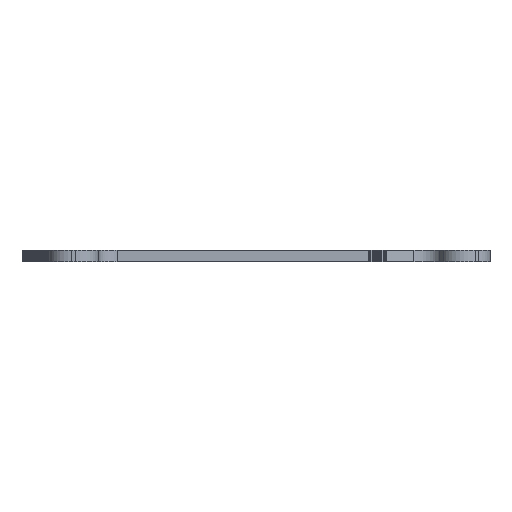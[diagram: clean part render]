
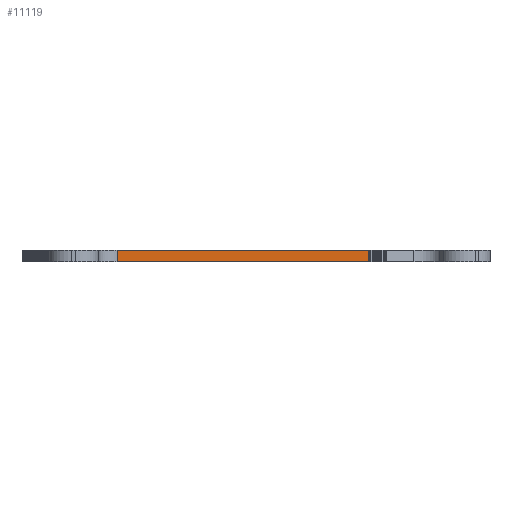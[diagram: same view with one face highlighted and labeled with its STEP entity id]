
A CAD part, left-side view. The second image highlights one B-rep face of the part: STEP entity #11119.
In plain terms, the highlighted face is a extrusion surface.
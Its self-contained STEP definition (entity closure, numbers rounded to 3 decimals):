
#55 = PLANE('',#56);
#56 = AXIS2_PLACEMENT_3D('',#57,#58,#59);
#57 = CARTESIAN_POINT('',(55.171,-53.473,0.));
#58 = DIRECTION('',(-0.,-0.,-1.));
#59 = DIRECTION('',(-1.,0.,0.));
#108 = PLANE('',#109);
#109 = AXIS2_PLACEMENT_3D('',#110,#111,#112);
#110 = CARTESIAN_POINT('',(55.171,-53.473,3.));
#111 = DIRECTION('',(-0.,0.,1.));
#112 = DIRECTION('',(0.,1.,-0.));
#10551 = ( BOUNDED_SURFACE() B_SPLINE_SURFACE(2,2,(
    (#10552,#10553,#10554,#10555,#10556)
    ,(#10557,#10558,#10559,#10560,#10561)
    ,(#10562,#10563,#10564,#10565,#10566
)),.UNSPECIFIED.,.F.,.F.,.F.) B_SPLINE_SURFACE_WITH_KNOTS((3,3),(3,1,1,3
    ),(0.,3.),(-0.184,0.,3.,3.184),.UNSPECIFIED.) 
GEOMETRIC_REPRESENTATION_ITEM() RATIONAL_B_SPLINE_SURFACE((
    (1.,1.,1.,1.,1.)
    ,(0.707,0.707,0.707,0.707
      ,0.707)
,(1.,1.,1.,1.,1.))) REPRESENTATION_ITEM('') SURFACE() );
#10552 = CARTESIAN_POINT('',(-4.901,-20.099,3.184));
#10553 = CARTESIAN_POINT('',(-4.901,-20.099,3.092));
#10554 = CARTESIAN_POINT('',(-4.901,-20.099,1.5));
#10555 = CARTESIAN_POINT('',(-4.901,-20.099,-0.092));
#10556 = CARTESIAN_POINT('',(-4.901,-20.099,-0.184));
#10557 = CARTESIAN_POINT('',(0.099,-20.099,3.184));
#10558 = CARTESIAN_POINT('',(0.099,-20.099,3.092));
#10559 = CARTESIAN_POINT('',(0.099,-20.099,1.5));
#10560 = CARTESIAN_POINT('',(0.099,-20.099,-0.092));
#10561 = CARTESIAN_POINT('',(0.099,-20.099,-0.184));
#10562 = CARTESIAN_POINT('',(0.099,-25.099,3.184));
#10563 = CARTESIAN_POINT('',(0.099,-25.099,3.092));
#10564 = CARTESIAN_POINT('',(0.099,-25.099,1.5));
#10565 = CARTESIAN_POINT('',(0.099,-25.099,-0.092));
#10566 = CARTESIAN_POINT('',(0.099,-25.099,-0.184));
#10860 = VERTEX_POINT('',#10861);
#10861 = CARTESIAN_POINT('',(0.099,-25.099,3.));
#10975 = EDGE_CURVE('',#10860,#10976,#10978,.T.);
#10976 = VERTEX_POINT('',#10977);
#10977 = CARTESIAN_POINT('',(0.099,-25.099,0.));
#10978 = SURFACE_CURVE('',#10979,(#10985,#10992),.PCURVE_S1.);
#10979 = B_SPLINE_CURVE_WITH_KNOTS('',2,(#10980,#10981,#10982,#10983,
    #10984),.UNSPECIFIED.,.F.,.F.,(3,1,1,3),(-0.184,0.,3.,3.184)
  ,.UNSPECIFIED.);
#10980 = CARTESIAN_POINT('',(0.099,-25.099,3.184));
#10981 = CARTESIAN_POINT('',(0.099,-25.099,3.092));
#10982 = CARTESIAN_POINT('',(0.099,-25.099,1.5));
#10983 = CARTESIAN_POINT('',(0.099,-25.099,-0.092));
#10984 = CARTESIAN_POINT('',(0.099,-25.099,-0.184));
#10985 = PCURVE('',#10551,#10986);
#10986 = DEFINITIONAL_REPRESENTATION('',(#10987),#10991);
#10987 = LINE('',#10988,#10989);
#10988 = CARTESIAN_POINT('',(3.,0.));
#10989 = VECTOR('',#10990,1.);
#10990 = DIRECTION('',(0.,1.));
#10991 = ( GEOMETRIC_REPRESENTATION_CONTEXT(2) 
PARAMETRIC_REPRESENTATION_CONTEXT() REPRESENTATION_CONTEXT('2D SPACE',''
  ) );
#10992 = PCURVE('',#10993,#10999);
#10993 = SURFACE_OF_LINEAR_EXTRUSION('',#10994,#10997);
#10994 = B_SPLINE_CURVE_WITH_KNOTS('',1,(#10995,#10996),.UNSPECIFIED.,
  .F.,.F.,(2,2),(0.,32155.),.PIECEWISE_BEZIER_KNOTS.);
#10995 = CARTESIAN_POINT('',(0.099,-90.772,0.));
#10996 = CARTESIAN_POINT('',(0.099,-9.098,0.));
#10997 = VECTOR('',#10998,1.);
#10998 = DIRECTION('',(-0.,-0.,-1.));
#10999 = DEFINITIONAL_REPRESENTATION('',(#11000),#11003);
#11000 = B_SPLINE_CURVE_WITH_KNOTS('',1,(#11001,#11002),.UNSPECIFIED.,
  .F.,.F.,(2,2),(0.,3.),.PIECEWISE_BEZIER_KNOTS.);
#11001 = CARTESIAN_POINT('',(25855.386,-3.));
#11002 = CARTESIAN_POINT('',(25855.386,0.));
#11003 = ( GEOMETRIC_REPRESENTATION_CONTEXT(2) 
PARAMETRIC_REPRESENTATION_CONTEXT() REPRESENTATION_CONTEXT('2D SPACE',''
  ) );
#11119 = ADVANCED_FACE('',(#11120),#10993,.T.);
#11120 = FACE_BOUND('',#11121,.T.);
#11121 = EDGE_LOOP('',(#11122,#11143,#11172,#11191));
#11122 = ORIENTED_EDGE('',*,*,#11123,.F.);
#11123 = EDGE_CURVE('',#11124,#10976,#11126,.T.);
#11124 = VERTEX_POINT('',#11125);
#11125 = CARTESIAN_POINT('',(0.099,-90.772,0.));
#11126 = SURFACE_CURVE('',#11127,(#11130,#11137),.PCURVE_S1.);
#11127 = B_SPLINE_CURVE_WITH_KNOTS('',1,(#11128,#11129),.UNSPECIFIED.,
  .F.,.F.,(2,2),(0.,32155.),.PIECEWISE_BEZIER_KNOTS.);
#11128 = CARTESIAN_POINT('',(0.099,-90.772,0.));
#11129 = CARTESIAN_POINT('',(0.099,-9.098,0.));
#11130 = PCURVE('',#10993,#11131);
#11131 = DEFINITIONAL_REPRESENTATION('',(#11132),#11136);
#11132 = LINE('',#11133,#11134);
#11133 = CARTESIAN_POINT('',(0.,0.));
#11134 = VECTOR('',#11135,1.);
#11135 = DIRECTION('',(1.,0.));
#11136 = ( GEOMETRIC_REPRESENTATION_CONTEXT(2) 
PARAMETRIC_REPRESENTATION_CONTEXT() REPRESENTATION_CONTEXT('2D SPACE',''
  ) );
#11137 = PCURVE('',#55,#11138);
#11138 = DEFINITIONAL_REPRESENTATION('',(#11139),#11142);
#11139 = B_SPLINE_CURVE_WITH_KNOTS('',1,(#11140,#11141),.UNSPECIFIED.,
  .F.,.F.,(2,2),(0.,32155.),.PIECEWISE_BEZIER_KNOTS.);
#11140 = CARTESIAN_POINT('',(55.071,-37.299));
#11141 = CARTESIAN_POINT('',(55.071,44.375));
#11142 = ( GEOMETRIC_REPRESENTATION_CONTEXT(2) 
PARAMETRIC_REPRESENTATION_CONTEXT() REPRESENTATION_CONTEXT('2D SPACE',''
  ) );
#11143 = ORIENTED_EDGE('',*,*,#11144,.T.);
#11144 = EDGE_CURVE('',#11124,#11145,#11147,.T.);
#11145 = VERTEX_POINT('',#11146);
#11146 = CARTESIAN_POINT('',(0.099,-90.772,3.));
#11147 = SURFACE_CURVE('',#11148,(#11152,#11159),.PCURVE_S1.);
#11148 = LINE('',#11149,#11150);
#11149 = CARTESIAN_POINT('',(0.099,-90.772,0.));
#11150 = VECTOR('',#11151,1.);
#11151 = DIRECTION('',(0.,0.,1.));
#11152 = PCURVE('',#10993,#11153);
#11153 = DEFINITIONAL_REPRESENTATION('',(#11154),#11158);
#11154 = LINE('',#11155,#11156);
#11155 = CARTESIAN_POINT('',(0.,0.));
#11156 = VECTOR('',#11157,1.);
#11157 = DIRECTION('',(0.,-1.));
#11158 = ( GEOMETRIC_REPRESENTATION_CONTEXT(2) 
PARAMETRIC_REPRESENTATION_CONTEXT() REPRESENTATION_CONTEXT('2D SPACE',''
  ) );
#11159 = PCURVE('',#11160,#11166);
#11160 = SURFACE_OF_LINEAR_EXTRUSION('',#11161,#11164);
#11161 = B_SPLINE_CURVE_WITH_KNOTS('',1,(#11162,#11163),.UNSPECIFIED.,
  .F.,.F.,(2,2),(0.,117.017),.PIECEWISE_BEZIER_KNOTS.);
#11162 = CARTESIAN_POINT('',(0.104,-91.069,0.));
#11163 = CARTESIAN_POINT('',(0.099,-90.772,0.));
#11164 = VECTOR('',#11165,1.);
#11165 = DIRECTION('',(-0.,-0.,-1.));
#11166 = DEFINITIONAL_REPRESENTATION('',(#11167),#11171);
#11167 = LINE('',#11168,#11169);
#11168 = CARTESIAN_POINT('',(117.017,0.));
#11169 = VECTOR('',#11170,1.);
#11170 = DIRECTION('',(0.,-1.));
#11171 = ( GEOMETRIC_REPRESENTATION_CONTEXT(2) 
PARAMETRIC_REPRESENTATION_CONTEXT() REPRESENTATION_CONTEXT('2D SPACE',''
  ) );
#11172 = ORIENTED_EDGE('',*,*,#11173,.T.);
#11173 = EDGE_CURVE('',#11145,#10860,#11174,.T.);
#11174 = SURFACE_CURVE('',#11175,(#11178,#11185),.PCURVE_S1.);
#11175 = B_SPLINE_CURVE_WITH_KNOTS('',1,(#11176,#11177),.UNSPECIFIED.,
  .F.,.F.,(2,2),(0.,32155.),.PIECEWISE_BEZIER_KNOTS.);
#11176 = CARTESIAN_POINT('',(0.099,-90.772,3.));
#11177 = CARTESIAN_POINT('',(0.099,-9.098,3.));
#11178 = PCURVE('',#10993,#11179);
#11179 = DEFINITIONAL_REPRESENTATION('',(#11180),#11184);
#11180 = LINE('',#11181,#11182);
#11181 = CARTESIAN_POINT('',(0.,-3.));
#11182 = VECTOR('',#11183,1.);
#11183 = DIRECTION('',(1.,0.));
#11184 = ( GEOMETRIC_REPRESENTATION_CONTEXT(2) 
PARAMETRIC_REPRESENTATION_CONTEXT() REPRESENTATION_CONTEXT('2D SPACE',''
  ) );
#11185 = PCURVE('',#108,#11186);
#11186 = DEFINITIONAL_REPRESENTATION('',(#11187),#11190);
#11187 = B_SPLINE_CURVE_WITH_KNOTS('',1,(#11188,#11189),.UNSPECIFIED.,
  .F.,.F.,(2,2),(0.,32155.),.PIECEWISE_BEZIER_KNOTS.);
#11188 = CARTESIAN_POINT('',(-37.299,55.071));
#11189 = CARTESIAN_POINT('',(44.375,55.071));
#11190 = ( GEOMETRIC_REPRESENTATION_CONTEXT(2) 
PARAMETRIC_REPRESENTATION_CONTEXT() REPRESENTATION_CONTEXT('2D SPACE',''
  ) );
#11191 = ORIENTED_EDGE('',*,*,#10975,.T.);
